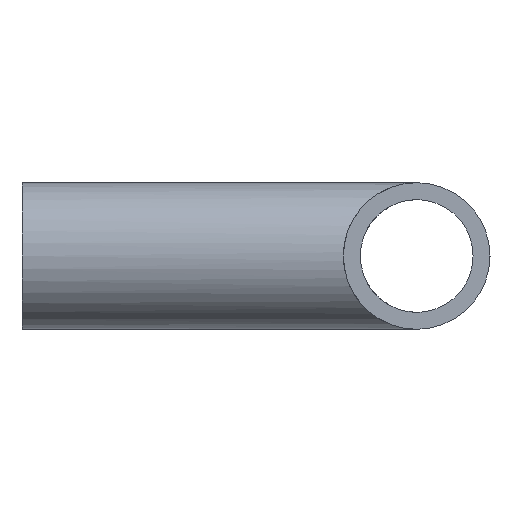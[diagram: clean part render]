
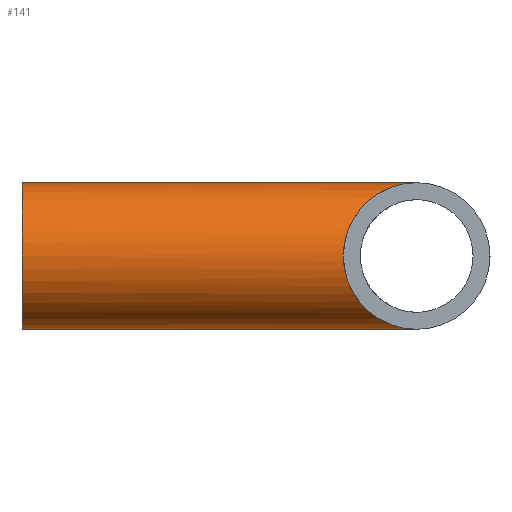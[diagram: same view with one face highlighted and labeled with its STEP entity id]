
A CAD part, left-side view. The second image highlights one B-rep face of the part: STEP entity #141.
In plain terms, the highlighted cylindrical face has radius 6.5 mm (diameter 13 mm), a full revolution.
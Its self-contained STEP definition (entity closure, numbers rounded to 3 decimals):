
#23=CIRCLE('',#163,6.5);
#32=FACE_BOUND('',#61,.T.);
#43=FACE_OUTER_BOUND('',#60,.T.);
#60=EDGE_LOOP('',(#110,#111));
#61=EDGE_LOOP('',(#112));
#68=ELLIPSE('',#161,9.192,6.5);
#69=ELLIPSE('',#162,9.192,6.5);
#79=VERTEX_POINT('',#502);
#80=VERTEX_POINT('',#503);
#81=VERTEX_POINT('',#506);
#91=EDGE_CURVE('',#79,#80,#68,.T.);
#92=EDGE_CURVE('',#80,#79,#69,.T.);
#93=EDGE_CURVE('',#81,#81,#23,.T.);
#110=ORIENTED_EDGE('',*,*,#91,.F.);
#111=ORIENTED_EDGE('',*,*,#92,.F.);
#112=ORIENTED_EDGE('',*,*,#93,.T.);
#122=CYLINDRICAL_SURFACE('',#160,6.5);
#141=ADVANCED_FACE('',(#43,#32),#122,.T.);
#160=AXIS2_PLACEMENT_3D('',#501,#194,#195);
#161=AXIS2_PLACEMENT_3D('',#504,#196,#197);
#162=AXIS2_PLACEMENT_3D('',#505,#198,#199);
#163=AXIS2_PLACEMENT_3D('',#507,#200,#201);
#194=DIRECTION('center_axis',(0.,-1.,0.));
#195=DIRECTION('ref_axis',(1.,0.,0.));
#196=DIRECTION('center_axis',(-0.707,-0.707,0.));
#197=DIRECTION('ref_axis',(0.707,-0.707,0.));
#198=DIRECTION('center_axis',(0.707,-0.707,0.));
#199=DIRECTION('ref_axis',(0.707,0.707,0.));
#200=DIRECTION('center_axis',(0.,-1.,0.));
#201=DIRECTION('ref_axis',(1.,0.,0.));
#501=CARTESIAN_POINT('Origin',(35.,35.,0.));
#502=CARTESIAN_POINT('',(35.,0.,6.5));
#503=CARTESIAN_POINT('',(35.,0.,-6.5));
#504=CARTESIAN_POINT('Origin',(35.,0.,0.));
#505=CARTESIAN_POINT('Origin',(35.,0.,0.));
#506=CARTESIAN_POINT('',(28.5,35.,0.));
#507=CARTESIAN_POINT('Origin',(35.,35.,0.));
